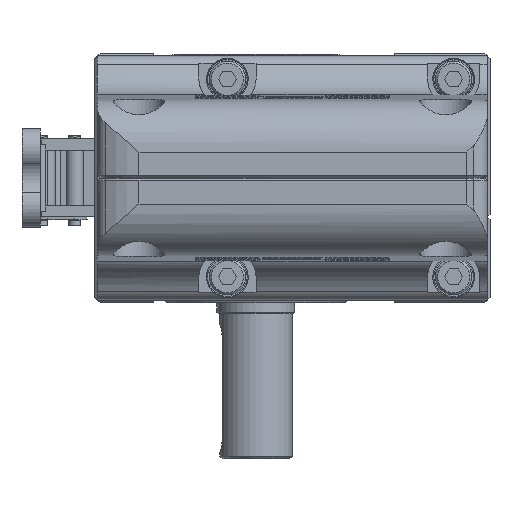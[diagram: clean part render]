
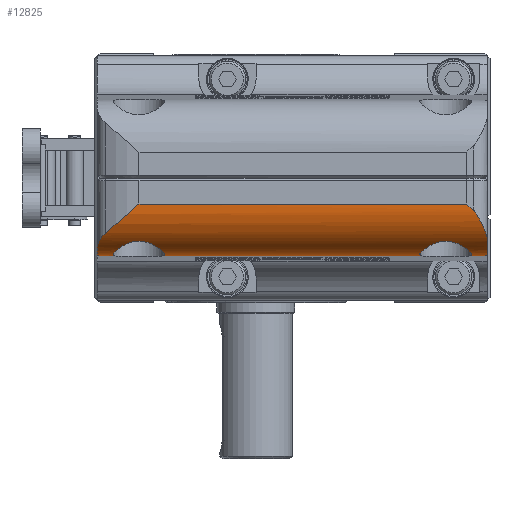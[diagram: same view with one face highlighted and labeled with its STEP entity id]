
A CAD part, left-side view. The second image highlights one B-rep face of the part: STEP entity #12825.
In plain terms, the highlighted cylindrical face has radius 10 mm (diameter 20 mm), a partial arc.
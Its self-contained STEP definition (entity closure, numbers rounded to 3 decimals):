
#324=B_SPLINE_CURVE_WITH_KNOTS('',3,(#21224,#21225,#21226,#21227,#21228,
#21229,#21230,#21231,#21232,#21233,#21234,#21235,#21236),.UNSPECIFIED.,
 .F.,.F.,(4,1,1,1,1,1,1,1,1,1,4),(0.,0.003,
0.005,0.008,0.009,0.01,
0.011,0.013,0.015,0.018,
0.02),.UNSPECIFIED.);
#325=B_SPLINE_CURVE_WITH_KNOTS('',3,(#21243,#21244,#21245,#21246,#21247,
#21248,#21249,#21250),.UNSPECIFIED.,.F.,.F.,(4,1,1,1,1,4),(0.,0.002,
0.004,0.006,0.007,0.007),
 .UNSPECIFIED.);
#326=B_SPLINE_CURVE_WITH_KNOTS('',3,(#21252,#21253,#21254,#21255),
 .UNSPECIFIED.,.F.,.F.,(4,4),(0.,0.002),.UNSPECIFIED.);
#327=B_SPLINE_CURVE_WITH_KNOTS('',3,(#21259,#21260,#21261,#21262,#21263,
#21264),.UNSPECIFIED.,.F.,.F.,(4,1,1,4),(0.,0.004,
0.007,0.009),.UNSPECIFIED.);
#328=B_SPLINE_CURVE_WITH_KNOTS('',3,(#21266,#21267,#21268,#21269,#21270),
 .UNSPECIFIED.,.F.,.F.,(4,1,4),(0.,0.002,
0.004),.UNSPECIFIED.);
#329=B_SPLINE_CURVE_WITH_KNOTS('',3,(#21276,#21277,#21278,#21279,#21280,
#21281,#21282,#21283,#21284,#21285,#21286,#21287,#21288),.UNSPECIFIED.,
 .F.,.F.,(4,1,1,1,1,1,1,1,1,1,4),(0.,0.003,
0.005,0.008,0.009,0.01,
0.011,0.013,0.015,0.018,
0.02),.UNSPECIFIED.);
#517=CYLINDRICAL_SURFACE('',#13978,10.);
#923=CIRCLE('',#13979,10.);
#924=CIRCLE('',#13980,10.);
#2874=ORIENTED_EDGE('',*,*,#5659,.F.);
#2875=ORIENTED_EDGE('',*,*,#5660,.T.);
#2876=ORIENTED_EDGE('',*,*,#5661,.T.);
#2877=ORIENTED_EDGE('',*,*,#5662,.T.);
#2878=ORIENTED_EDGE('',*,*,#5663,.T.);
#2879=ORIENTED_EDGE('',*,*,#5664,.F.);
#2880=ORIENTED_EDGE('',*,*,#5665,.T.);
#2881=ORIENTED_EDGE('',*,*,#5666,.T.);
#2882=ORIENTED_EDGE('',*,*,#5667,.F.);
#2883=ORIENTED_EDGE('',*,*,#5668,.T.);
#2884=ORIENTED_EDGE('',*,*,#5669,.F.);
#2885=ORIENTED_EDGE('',*,*,#5670,.T.);
#5659=EDGE_CURVE('',#7199,#7200,#324,.T.);
#5660=EDGE_CURVE('',#7199,#7201,#8287,.T.);
#5661=EDGE_CURVE('',#7201,#7202,#923,.T.);
#5662=EDGE_CURVE('',#7202,#7203,#325,.T.);
#5663=EDGE_CURVE('',#7203,#7204,#326,.T.);
#5664=EDGE_CURVE('',#7205,#7204,#8288,.T.);
#5665=EDGE_CURVE('',#7205,#7206,#327,.F.);
#5666=EDGE_CURVE('',#7206,#7207,#328,.T.);
#5667=EDGE_CURVE('',#7208,#7207,#924,.T.);
#5668=EDGE_CURVE('',#7208,#7209,#8289,.T.);
#5669=EDGE_CURVE('',#7210,#7209,#329,.T.);
#5670=EDGE_CURVE('',#7210,#7200,#8290,.T.);
#7199=VERTEX_POINT('',#21237);
#7200=VERTEX_POINT('',#21238);
#7201=VERTEX_POINT('',#21240);
#7202=VERTEX_POINT('',#21242);
#7203=VERTEX_POINT('',#21251);
#7204=VERTEX_POINT('',#21256);
#7205=VERTEX_POINT('',#21258);
#7206=VERTEX_POINT('',#21265);
#7207=VERTEX_POINT('',#21271);
#7208=VERTEX_POINT('',#21273);
#7209=VERTEX_POINT('',#21275);
#7210=VERTEX_POINT('',#21289);
#8287=LINE('',#21239,#9320);
#8288=LINE('',#21257,#9321);
#8289=LINE('',#21274,#9322);
#8290=LINE('',#21290,#9323);
#9320=VECTOR('',#16471,1000.);
#9321=VECTOR('',#16474,1000.);
#9322=VECTOR('',#16477,1000.);
#9323=VECTOR('',#16478,1000.);
#10377=EDGE_LOOP('',(#2874,#2875,#2876,#2877,#2878,#2879,#2880,#2881,#2882,
#2883,#2884,#2885));
#11441=FACE_BOUND('',#10377,.T.);
#12825=ADVANCED_FACE('',(#11441),#517,.T.);
#13978=AXIS2_PLACEMENT_3D('',#21223,#16469,#16470);
#13979=AXIS2_PLACEMENT_3D('',#21241,#16472,#16473);
#13980=AXIS2_PLACEMENT_3D('',#21272,#16475,#16476);
#16469=DIRECTION('',(0.,-1.,0.));
#16470=DIRECTION('',(0.,0.,-1.));
#16471=DIRECTION('',(0.,-1.,0.));
#16472=DIRECTION('',(0.,1.,0.));
#16473=DIRECTION('',(1.,0.,0.));
#16474=DIRECTION('',(0.,-1.,0.));
#16475=DIRECTION('',(0.,1.,0.));
#16476=DIRECTION('',(1.,0.,0.));
#16477=DIRECTION('',(0.,-1.,0.));
#16478=DIRECTION('',(0.,-1.,0.));
#21223=CARTESIAN_POINT('',(-95.,37.5,-5.));
#21224=CARTESIAN_POINT('',(-95.144,-34.143,-14.999));
#21225=CARTESIAN_POINT('',(-95.945,-34.463,-14.987));
#21226=CARTESIAN_POINT('',(-97.68,-34.664,-14.753));
#21227=CARTESIAN_POINT('',(-99.968,-33.746,-13.776));
#21228=CARTESIAN_POINT('',(-101.272,-32.302,-12.814));
#21229=CARTESIAN_POINT('',(-101.886,-30.788,-12.256));
#21230=CARTESIAN_POINT('',(-102.056,-29.504,-12.085));
#21231=CARTESIAN_POINT('',(-101.889,-28.222,-12.253));
#21232=CARTESIAN_POINT('',(-101.275,-26.699,-12.813));
#21233=CARTESIAN_POINT('',(-99.963,-25.253,-13.778));
#21234=CARTESIAN_POINT('',(-97.695,-24.339,-14.748));
#21235=CARTESIAN_POINT('',(-95.947,-24.536,-14.987));
#21236=CARTESIAN_POINT('',(-95.144,-24.857,-14.999));
#21237=CARTESIAN_POINT('',(-95.144,-34.143,-14.999));
#21238=CARTESIAN_POINT('',(-95.144,-24.857,-14.999));
#21239=CARTESIAN_POINT('',(-95.144,37.5,-14.999));
#21240=CARTESIAN_POINT('',(-95.144,-37.5,-14.999));
#21241=CARTESIAN_POINT('',(-95.,-37.5,-5.));
#21242=CARTESIAN_POINT('',(-101.95,-37.5,-12.19));
#21243=CARTESIAN_POINT('',(-101.95,-37.5,-12.19));
#21244=CARTESIAN_POINT('',(-102.403,-37.5,-11.753));
#21245=CARTESIAN_POINT('',(-103.204,-37.303,-10.812));
#21246=CARTESIAN_POINT('',(-104.091,-36.682,-9.284));
#21247=CARTESIAN_POINT('',(-104.579,-36.011,-7.958));
#21248=CARTESIAN_POINT('',(-104.827,-35.393,-6.911));
#21249=CARTESIAN_POINT('',(-104.907,-35.058,-6.381));
#21250=CARTESIAN_POINT('',(-104.932,-34.83,-6.166));
#21251=CARTESIAN_POINT('',(-104.932,-34.83,-6.166));
#21252=CARTESIAN_POINT('',(-104.932,-34.83,-6.166));
#21253=CARTESIAN_POINT('',(-104.977,-34.387,-5.778));
#21254=CARTESIAN_POINT('',(-105.,-33.944,-5.389));
#21255=CARTESIAN_POINT('',(-105.,-33.5,-5.));
#21256=CARTESIAN_POINT('',(-105.,-33.5,-5.));
#21257=CARTESIAN_POINT('',(-105.,37.5,-5.));
#21258=CARTESIAN_POINT('',(-105.,29.5,-5.));
#21259=CARTESIAN_POINT('',(-103.258,36.,-10.639));
#21260=CARTESIAN_POINT('',(-103.858,34.962,-9.761));
#21261=CARTESIAN_POINT('',(-104.498,33.368,-8.385));
#21262=CARTESIAN_POINT('',(-104.928,31.177,-6.471));
#21263=CARTESIAN_POINT('',(-105.,30.051,-5.483));
#21264=CARTESIAN_POINT('',(-105.,29.5,-5.));
#21265=CARTESIAN_POINT('',(-103.258,36.,-10.639));
#21266=CARTESIAN_POINT('',(-103.258,36.,-10.639));
#21267=CARTESIAN_POINT('',(-102.981,36.48,-11.045));
#21268=CARTESIAN_POINT('',(-102.25,37.187,-11.977));
#21269=CARTESIAN_POINT('',(-101.226,37.5,-12.856));
#21270=CARTESIAN_POINT('',(-100.66,37.5,-13.244));
#21271=CARTESIAN_POINT('',(-100.66,37.5,-13.244));
#21272=CARTESIAN_POINT('',(-95.,37.5,-5.));
#21273=CARTESIAN_POINT('',(-95.144,37.5,-14.999));
#21274=CARTESIAN_POINT('',(-95.144,37.5,-14.999));
#21275=CARTESIAN_POINT('',(-95.144,34.143,-14.999));
#21276=CARTESIAN_POINT('',(-95.144,24.857,-14.999));
#21277=CARTESIAN_POINT('',(-95.945,24.537,-14.987));
#21278=CARTESIAN_POINT('',(-97.68,24.336,-14.753));
#21279=CARTESIAN_POINT('',(-99.968,25.254,-13.776));
#21280=CARTESIAN_POINT('',(-101.272,26.698,-12.814));
#21281=CARTESIAN_POINT('',(-101.886,28.212,-12.256));
#21282=CARTESIAN_POINT('',(-102.056,29.496,-12.085));
#21283=CARTESIAN_POINT('',(-101.889,30.778,-12.253));
#21284=CARTESIAN_POINT('',(-101.275,32.301,-12.813));
#21285=CARTESIAN_POINT('',(-99.963,33.747,-13.778));
#21286=CARTESIAN_POINT('',(-97.695,34.661,-14.748));
#21287=CARTESIAN_POINT('',(-95.947,34.464,-14.987));
#21288=CARTESIAN_POINT('',(-95.144,34.143,-14.999));
#21289=CARTESIAN_POINT('',(-95.144,24.857,-14.999));
#21290=CARTESIAN_POINT('',(-95.144,37.5,-14.999));
